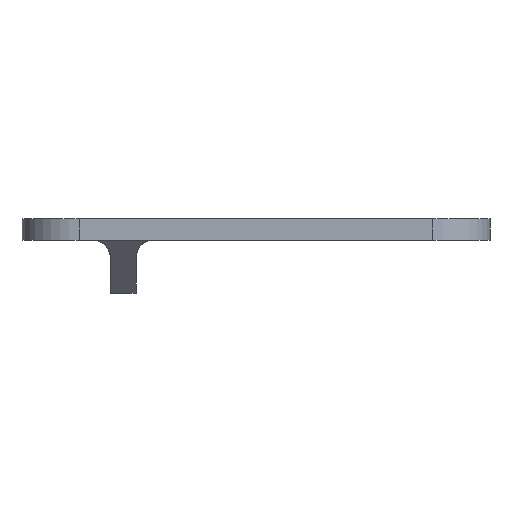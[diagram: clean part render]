
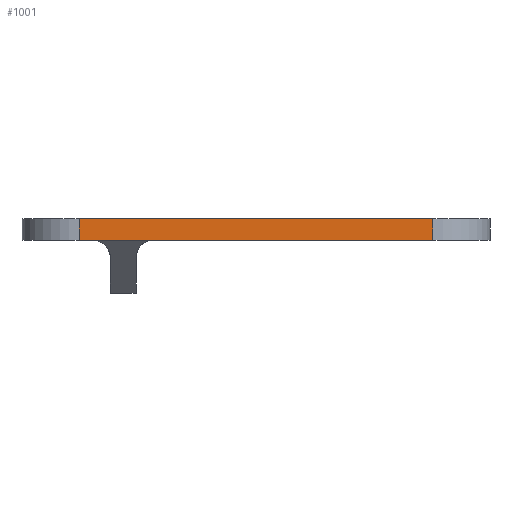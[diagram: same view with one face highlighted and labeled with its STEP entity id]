
A CAD part, left-side view. The second image highlights one B-rep face of the part: STEP entity #1001.
In plain terms, the highlighted planar face has unit normal (-1, 0, 0).
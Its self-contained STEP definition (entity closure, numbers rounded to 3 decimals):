
#167=FACE_OUTER_BOUND('',#224,.T.);
#224=EDGE_LOOP('',(#884,#885,#886,#887));
#315=LINE('',#1690,#401);
#320=LINE('',#1705,#406);
#321=LINE('',#1709,#407);
#322=LINE('',#1711,#408);
#401=VECTOR('',#1396,10.);
#406=VECTOR('',#1413,10.);
#407=VECTOR('',#1418,10.);
#408=VECTOR('',#1421,10.);
#499=VERTEX_POINT('',#1687);
#500=VERTEX_POINT('',#1689);
#504=VERTEX_POINT('',#1703);
#505=VERTEX_POINT('',#1707);
#635=EDGE_CURVE('',#500,#499,#315,.T.);
#643=EDGE_CURVE('',#504,#499,#320,.T.);
#645=EDGE_CURVE('',#500,#505,#321,.T.);
#646=EDGE_CURVE('',#505,#504,#322,.T.);
#884=ORIENTED_EDGE('',*,*,#643,.F.);
#885=ORIENTED_EDGE('',*,*,#646,.F.);
#886=ORIENTED_EDGE('',*,*,#645,.F.);
#887=ORIENTED_EDGE('',*,*,#635,.T.);
#952=PLANE('',#1126);
#1001=ADVANCED_FACE('',(#167),#952,.T.);
#1126=AXIS2_PLACEMENT_3D('',#1710,#1419,#1420);
#1396=DIRECTION('',(0.,-1.,0.));
#1413=DIRECTION('',(0.,0.,-1.));
#1418=DIRECTION('',(0.,0.,1.));
#1419=DIRECTION('center_axis',(-1.,0.,0.));
#1420=DIRECTION('ref_axis',(0.,-1.,0.));
#1421=DIRECTION('',(0.,-1.,0.));
#1687=CARTESIAN_POINT('',(-35.5,-10.,0.));
#1689=CARTESIAN_POINT('',(-35.5,10.,0.));
#1690=CARTESIAN_POINT('',(-35.5,13.25,0.));
#1703=CARTESIAN_POINT('',(-35.5,-10.,1.2));
#1705=CARTESIAN_POINT('',(-35.5,-10.,0.));
#1707=CARTESIAN_POINT('',(-35.5,10.,1.2));
#1709=CARTESIAN_POINT('',(-35.5,10.,0.));
#1710=CARTESIAN_POINT('Origin',(-35.5,13.25,0.));
#1711=CARTESIAN_POINT('',(-35.5,13.25,1.2));
